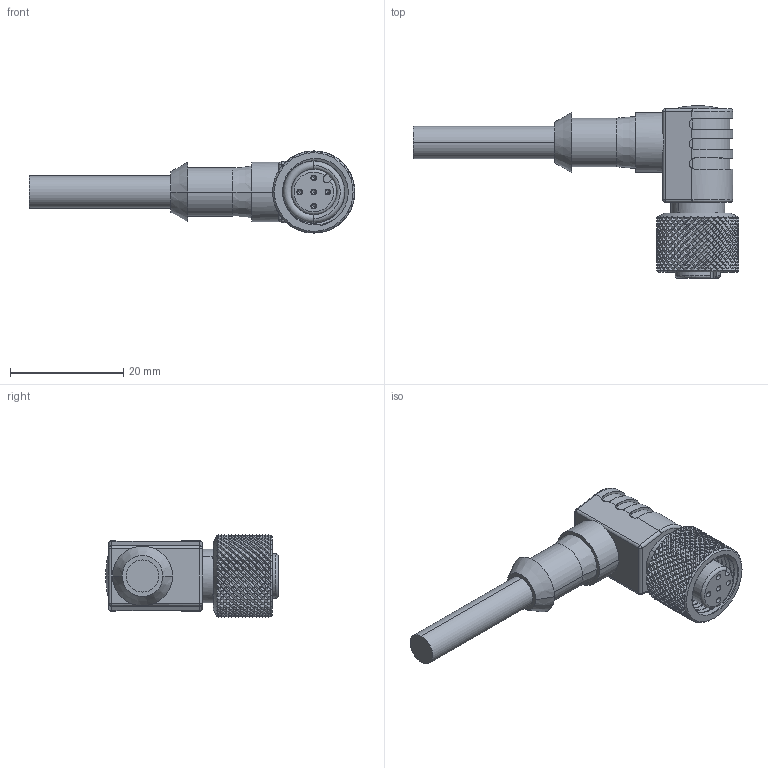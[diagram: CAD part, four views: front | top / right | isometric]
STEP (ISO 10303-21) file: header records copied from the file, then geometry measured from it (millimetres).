
FILE_DESCRIPTION((''),'2;1');
FILE_NAME('221217_SM01_ASM','2021-01-26T14:49:04',('iokafor'),('BANNER ENGINEERING CORP.'),'CREO PARAMETRIC BY PTC INC, 2019292','CREO PARAMETRIC BY PTC INC, 2019292','');
FILE_SCHEMA(('CONFIG_CONTROL_DESIGN','SHAPE_APPEARANCE_LAYERS_GROUPS'));
Products named in the file (3): 221217_SW0001; 135002_VG01_221216; 221217_SM01_ASM
Assembly tree (2 placements, depth 2):
  221217_SM01_ASM
    221217_SW0001
    135002_VG01_221216
Bounding box: 57.55 x 30.5 x 14.5 mm (x, y, z)
Volume: 5346.3 mm3; surface area: 4812.6 mm2
Topology: 2 solids, 2 shells, 3848 faces, 8322 edges, 4496 vertices
Faces by surface type: bspline 2531, cylinder 827, plane 426, cone 50, torus 10, sphere 4
Entity records: 181510 total; most frequent: CARTESIAN_POINT 94273, ORIENTED_EDGE 16620, EDGE_CURVE 8310, B_SPLINE_CURVE_WITH_KNOTS 6721, DIRECTION 4877, VERTEX_POINT 4496, EDGE_LOOP 3880, FACE_OUTER_BOUND 3848
